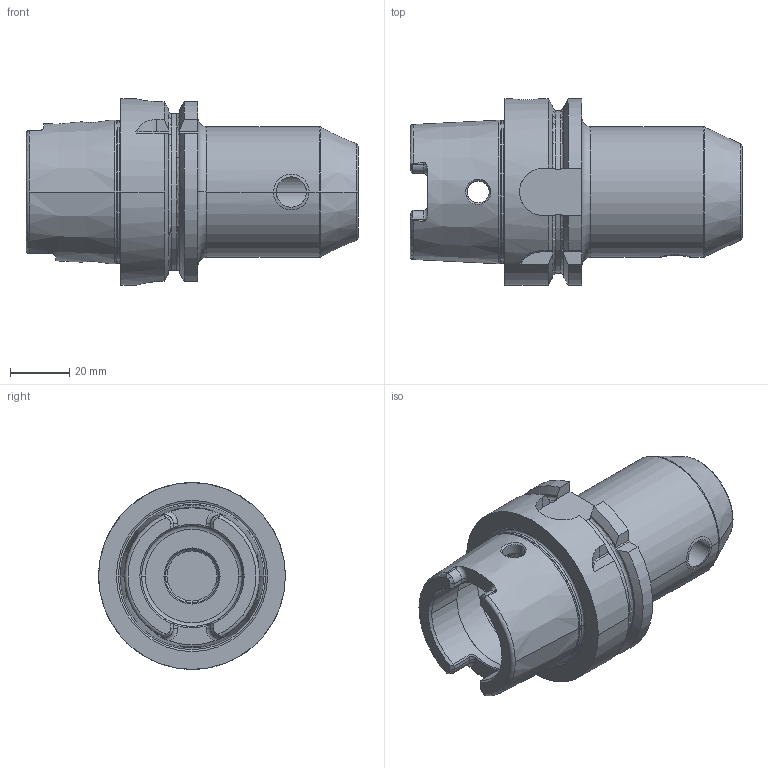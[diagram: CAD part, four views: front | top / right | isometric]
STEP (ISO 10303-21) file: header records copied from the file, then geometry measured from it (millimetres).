
FILE_DESCRIPTION((''),'2;1');
FILE_NAME('A63-000-14','2011-09-13T',('mei'),(''),'PRO/ENGINEER BY PARAMETRIC TECHNOLOGY CORPORATION, 2010430','PRO/ENGINEER BY PARAMETRIC TECHNOLOGY CORPORATION, 2010430','');
FILE_SCHEMA(('CONFIG_CONTROL_DESIGN'));
Length unit declared in the file: millimetre
Products named in the file (1): A63-000-14
Bounding box: 112 x 63 x 63 mm (x, y, z)
Volume: 150286.3 mm3; surface area: 32189.7 mm2
Topology: 1 solids, 3 shells, 179 faces, 456 edges, 279 vertices
Faces by surface type: plane 57, cylinder 52, cone 30, torus 30, bspline 8, extrusion 2
Entity records: 6791 total; most frequent: CARTESIAN_POINT 2563, ORIENTED_EDGE 904, DIRECTION 840, EDGE_CURVE 456, AXIS2_PLACEMENT_3D 330, VERTEX_POINT 279, EDGE_LOOP 185, VECTOR 180
